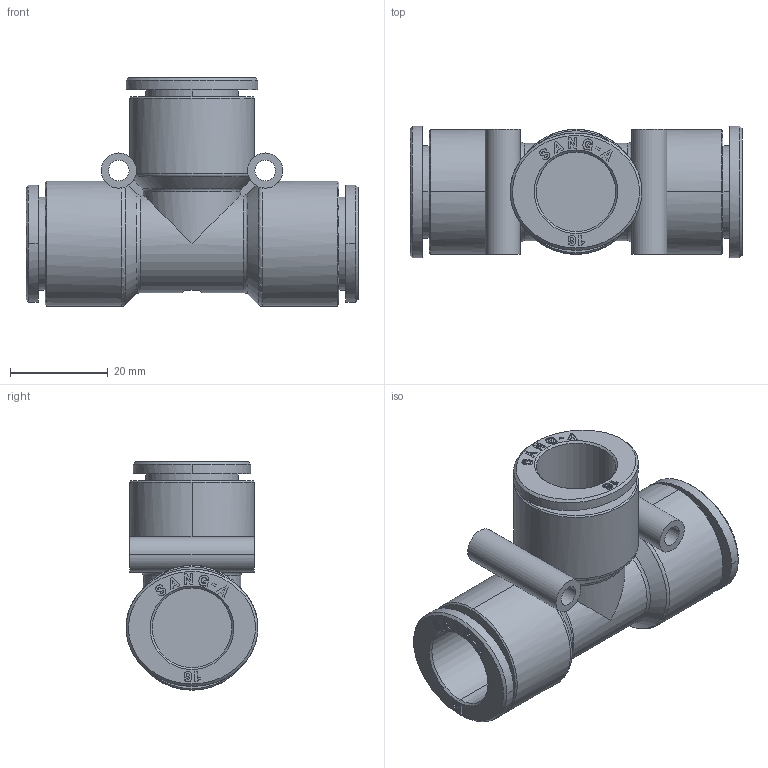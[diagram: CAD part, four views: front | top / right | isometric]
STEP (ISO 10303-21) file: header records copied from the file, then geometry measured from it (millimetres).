
FILE_DESCRIPTION((''),'2;1');
FILE_NAME('GPUT 16(3D).stp','2012-12-27T14:47:44',(''),(''),'Mechanical Desktop.R8.0.24.0','Mechanical Desktop.R8.0.24.0',', , ');
FILE_SCHEMA(('CONFIG_CONTROL_DESIGN'));
Length unit declared in the file: millimetre
Products named in the file (2): GPUT 16(3D); ºÎÇ°1
Assembly tree (1 placements, depth 2):
  GPUT 16(3D)
    ºÎÇ°1
Bounding box: 68 x 27 x 46.8 mm (x, y, z)
Volume: 26798.1 mm3; surface area: 15056.1 mm2
Topology: 1 solids, 1 shells, 734 faces, 2059 edges, 1369 vertices
Faces by surface type: plane 557, bspline 93, cylinder 60, cone 18, torus 6
Entity records: 26292 total; most frequent: CARTESIAN_POINT 7392, ORIENTED_EDGE 4118, DIRECTION 3613, EDGE_CURVE 2059, VECTOR 1673, LINE 1673, VERTEX_POINT 1369, AXIS2_PLACEMENT_3D 970
